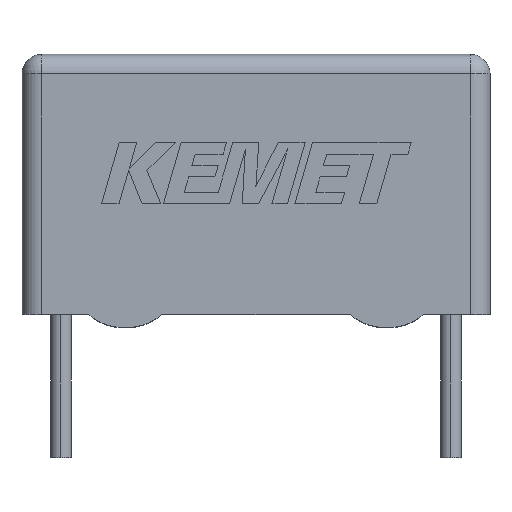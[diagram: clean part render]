
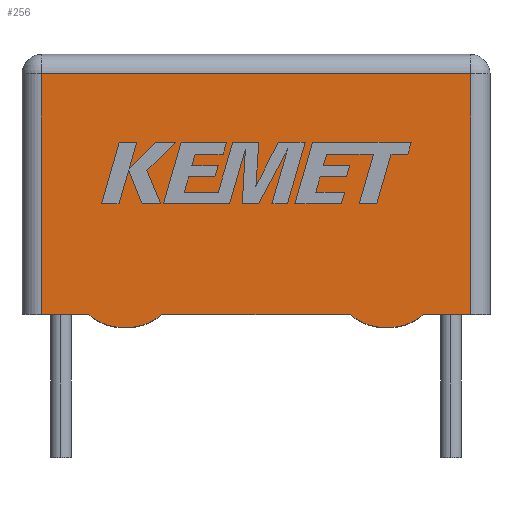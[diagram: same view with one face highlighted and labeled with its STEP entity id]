
A CAD part, top view. The second image highlights one B-rep face of the part: STEP entity #256.
In plain terms, the highlighted planar face has unit normal (0, 0, 1).
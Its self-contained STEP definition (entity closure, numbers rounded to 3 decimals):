
#256=ADVANCED_FACE('NONE',(#535),#536,.F.);
#535=FACE_OUTER_BOUND('',#855,.T.);
#536=PLANE('',#856);
#855=EDGE_LOOP('',(#1489,#1490,#1491,#1492,#1493,#1494,#1495,#1496,#1497,#1498,#1499,#1500));
#856=AXIS2_PLACEMENT_3D('',#1501,#1502,#1503);
#1489=ORIENTED_EDGE('',*,*,#2105,.F.);
#1490=ORIENTED_EDGE('',*,*,#2106,.T.);
#1491=ORIENTED_EDGE('',*,*,#2072,.T.);
#1492=ORIENTED_EDGE('',*,*,#2107,.T.);
#1493=ORIENTED_EDGE('',*,*,#2108,.T.);
#1494=ORIENTED_EDGE('',*,*,#2109,.T.);
#1495=ORIENTED_EDGE('',*,*,#2080,.T.);
#1496=ORIENTED_EDGE('',*,*,#2110,.T.);
#1497=ORIENTED_EDGE('',*,*,#2111,.F.);
#1498=ORIENTED_EDGE('',*,*,#2112,.T.);
#1499=ORIENTED_EDGE('',*,*,#2076,.T.);
#1500=ORIENTED_EDGE('',*,*,#2113,.T.);
#1501=CARTESIAN_POINT('',(0.0,0.0,5.5));
#1502=DIRECTION('',(0.0,0.0,-1.0));
#1503=DIRECTION('',(0.0,-1.0,0.0));
#2072=EDGE_CURVE('NONE',#2518,#2516,#2519,.T.);
#2076=EDGE_CURVE('NONE',#2526,#2524,#2527,.T.);
#2080=EDGE_CURVE('NONE',#2534,#2532,#2535,.T.);
#2105=EDGE_CURVE('NONE',#2575,#2576,#2577,.T.);
#2106=EDGE_CURVE('NONE',#2575,#2518,#2578,.T.);
#2107=EDGE_CURVE('NONE',#2516,#2579,#2580,.T.);
#2108=EDGE_CURVE('NONE',#2579,#2581,#2582,.T.);
#2109=EDGE_CURVE('NONE',#2581,#2534,#2583,.T.);
#2110=EDGE_CURVE('NONE',#2532,#2584,#2585,.T.);
#2111=EDGE_CURVE('NONE',#2586,#2584,#2587,.T.);
#2112=EDGE_CURVE('NONE',#2586,#2526,#2588,.T.);
#2113=EDGE_CURVE('NONE',#2524,#2576,#2589,.T.);
#2516=VERTEX_POINT('NONE',#3157);
#2518=VERTEX_POINT('NONE',#3159);
#2519=LINE('',#3160,#3161);
#2524=VERTEX_POINT('NONE',#3168);
#2526=VERTEX_POINT('NONE',#3171);
#2527=LINE('',#3172,#3173);
#2532=VERTEX_POINT('NONE',#3180);
#2534=VERTEX_POINT('NONE',#3183);
#2535=LINE('',#3184,#3185);
#2575=VERTEX_POINT('NONE',#3241);
#2576=VERTEX_POINT('NONE',#3242);
#2577=LINE('',#3243,#3244);
#2578=CIRCLE('',#3245,1.9);
#2579=VERTEX_POINT('NONE',#3246);
#2580=LINE('',#3247,#3248);
#2581=VERTEX_POINT('NONE',#3249);
#2582=LINE('',#3250,#3251);
#2583=LINE('',#3252,#3253);
#2584=VERTEX_POINT('NONE',#3254);
#2585=CIRCLE('',#3255,1.9);
#2586=VERTEX_POINT('NONE',#3256);
#2587=LINE('',#3257,#3258);
#2588=CIRCLE('',#3259,1.9);
#2589=CIRCLE('',#3260,1.9);
#3157=CARTESIAN_POINT('',(8.25,-5.0,5.5));
#3159=CARTESIAN_POINT('',(6.43,-5.0,5.5));
#3160=CARTESIAN_POINT('',(-9.0,-5.0,5.5));
#3161=VECTOR('',#3618,1000.0);
#3168=CARTESIAN_POINT('',(3.63,-5.0,5.5));
#3171=CARTESIAN_POINT('',(-3.63,-5.0,5.5));
#3172=CARTESIAN_POINT('',(-9.0,-5.0,5.5));
#3173=VECTOR('',#3622,1000.0);
#3180=CARTESIAN_POINT('',(-6.43,-5.0,5.5));
#3183=CARTESIAN_POINT('',(-8.25,-5.0,5.5));
#3184=CARTESIAN_POINT('',(-9.0,-5.0,5.5));
#3185=VECTOR('',#3626,1000.0);
#3241=CARTESIAN_POINT('',(5.145,-5.5,5.5));
#3242=CARTESIAN_POINT('',(4.915,-5.5,5.5));
#3243=CARTESIAN_POINT('',(3.63,-5.5,5.5));
#3244=VECTOR('',#3655,1000.0);
#3245=AXIS2_PLACEMENT_3D('',#3656,#3657,#3658);
#3246=CARTESIAN_POINT('',(8.25,4.25,5.5));
#3247=CARTESIAN_POINT('',(8.25,0.0,5.5));
#3248=VECTOR('',#3659,1000.0);
#3249=CARTESIAN_POINT('',(-8.25,4.25,5.5));
#3250=CARTESIAN_POINT('',(0.0,4.25,5.5));
#3251=VECTOR('',#3660,1000.0);
#3252=CARTESIAN_POINT('',(-8.25,0.,5.5));
#3253=VECTOR('',#3661,1000.0);
#3254=CARTESIAN_POINT('',(-5.145,-5.5,5.5));
#3255=AXIS2_PLACEMENT_3D('',#3662,#3663,#3664);
#3256=CARTESIAN_POINT('',(-4.915,-5.5,5.5));
#3257=CARTESIAN_POINT('',(-6.43,-5.5,5.5));
#3258=VECTOR('',#3665,1000.0);
#3259=AXIS2_PLACEMENT_3D('',#3666,#3667,#3668);
#3260=AXIS2_PLACEMENT_3D('',#3669,#3670,#3671);
#3618=DIRECTION('',(1.0,0.0,0.0));
#3622=DIRECTION('',(1.0,0.0,0.0));
#3626=DIRECTION('',(1.0,0.0,0.0));
#3655=DIRECTION('',(-1.0,-0.0,-0.0));
#3656=CARTESIAN_POINT('',(5.145,-3.6,5.5));
#3657=DIRECTION('',(0.0,0.0,1.0));
#3658=DIRECTION('',(-1.0,0.0,0.0));
#3659=DIRECTION('',(0.0,1.0,0.0));
#3660=DIRECTION('',(-1.0,0.0,0.0));
#3661=DIRECTION('',(0.,-1.0,0.0));
#3662=CARTESIAN_POINT('',(-5.145,-3.6,5.5));
#3663=DIRECTION('',(0.0,0.0,1.0));
#3664=DIRECTION('',(-1.0,0.,0.0));
#3665=DIRECTION('',(-1.0,-0.0,-0.0));
#3666=CARTESIAN_POINT('',(-4.915,-3.6,5.5));
#3667=DIRECTION('',(0.0,0.0,1.0));
#3668=DIRECTION('',(-1.0,0.0,0.0));
#3669=CARTESIAN_POINT('',(4.915,-3.6,5.5));
#3670=DIRECTION('',(0.0,0.0,1.0));
#3671=DIRECTION('',(-1.0,0.,0.0));
